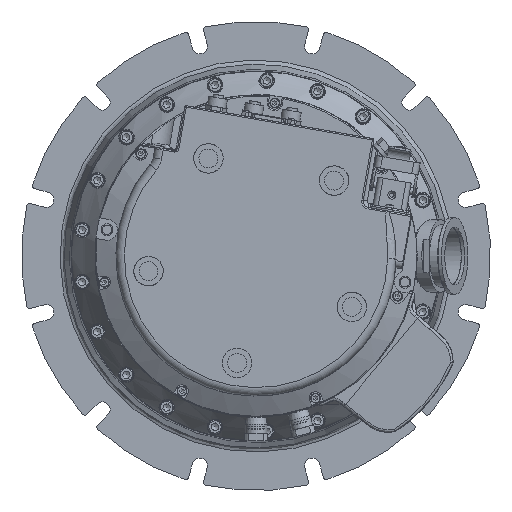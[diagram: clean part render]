
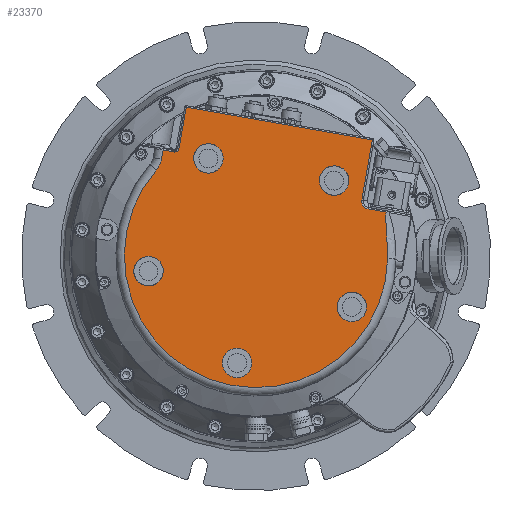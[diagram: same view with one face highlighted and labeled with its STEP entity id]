
A CAD part, front view. The second image highlights one B-rep face of the part: STEP entity #23370.
In plain terms, the highlighted planar face has unit normal (0, -1, 0).
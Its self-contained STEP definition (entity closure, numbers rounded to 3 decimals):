
#17949=CARTESIAN_POINT('',(83.145,-155.,82.82));
#17950=VERTEX_POINT('',#17949);
#17976=CARTESIAN_POINT('',(-49.804,-155.,106.263));
#17977=VERTEX_POINT('',#17976);
#17985=CARTESIAN_POINT('',(83.145,-155.,82.82));
#17986=DIRECTION('',(-0.985,0.,0.174));
#17987=VECTOR('',#17986,135.);
#17988=LINE('',#17985,#17987);
#17989=EDGE_CURVE('',#17950,#17977,#17988,.T.);
#18837=CARTESIAN_POINT('',(-66.368,-155.,75.674));
#18838=VERTEX_POINT('',#18837);
#18881=CARTESIAN_POINT('',(-67.531,-155.,69.077));
#18882=VERTEX_POINT('',#18881);
#18890=CARTESIAN_POINT('',(-66.368,-155.,75.674));
#18891=DIRECTION('',(-0.174,0.0,-0.985));
#18892=VECTOR('',#18891,6.699);
#18893=LINE('',#18890,#18892);
#18894=EDGE_CURVE('',#18838,#18882,#18893,.T.);
#18913=CARTESIAN_POINT('',(-71.173,-155.,61.403));
#18914=VERTEX_POINT('',#18913);
#18922=CARTESIAN_POINT('',(-83.288,-155.,71.855));
#18923=DIRECTION('',(0.,1.0,0.));
#18924=DIRECTION('',(-0.985,0.,0.174));
#18925=AXIS2_PLACEMENT_3D('',#18922,#18923,#18924);
#18926=CIRCLE('',#18925,16.0);
#18927=EDGE_CURVE('',#18882,#18914,#18926,.T.);
#18947=CARTESIAN_POINT('',(93.978,-155.,-2.033));
#18948=VERTEX_POINT('',#18947);
#18956=CARTESIAN_POINT('',(0.,-155.,0.));
#18957=DIRECTION('',(0.,-1.0,0.));
#18958=DIRECTION('',(-0.985,0.,0.174));
#18959=AXIS2_PLACEMENT_3D('',#18956,#18957,#18958);
#18960=CIRCLE('',#18959,94.);
#18961=EDGE_CURVE('',#18914,#18948,#18960,.T.);
#19024=CARTESIAN_POINT('',(92.924,-155.,31.34));
#19025=VERTEX_POINT('',#19024);
#19038=CARTESIAN_POINT('',(93.978,-155.,-2.033));
#19039=CARTESIAN_POINT('',(94.099,-155.,3.552));
#19040=CARTESIAN_POINT('',(93.753,-155.,9.128));
#19041=CARTESIAN_POINT('',(93.036,-155.,17.466));
#19042=CARTESIAN_POINT('',(92.762,-155.,20.244));
#19043=CARTESIAN_POINT('',(92.493,-155.,24.419));
#19044=CARTESIAN_POINT('',(92.427,-155.,25.815));
#19045=CARTESIAN_POINT('',(92.455,-155.,28.593));
#19046=CARTESIAN_POINT('',(92.503,-155.,29.98));
#19047=CARTESIAN_POINT('',(92.924,-155.,31.34));
#19048=B_SPLINE_CURVE_WITH_KNOTS('',3,(#19038,#19039,#19040,#19041,#19042,#19043,#19044,#19045,#19046,#19047),.UNSPECIFIED.,.F.,.U.,(4,2,2,2,4),(0.0,0.5,0.75,0.875,1.0),.UNSPECIFIED.);
#19049=EDGE_CURVE('',#18948,#19025,#19048,.T.);
#19116=CARTESIAN_POINT('',(-58.489,-155.,74.285));
#19117=VERTEX_POINT('',#19116);
#19118=CARTESIAN_POINT('',(-58.489,-155.,74.285));
#19119=DIRECTION('',(-0.985,0.0,0.174));
#19120=VECTOR('',#19119,8.);
#19121=LINE('',#19118,#19120);
#19122=EDGE_CURVE('',#19117,#18838,#19121,.T.);
#19139=CARTESIAN_POINT('',(-55.014,-155.,76.719));
#19140=VERTEX_POINT('',#19139);
#19158=CARTESIAN_POINT('',(-57.968,-155.,77.24));
#19159=DIRECTION('',(0.,1.,0.));
#19160=DIRECTION('',(-0.985,0.,0.174));
#19161=AXIS2_PLACEMENT_3D('',#19158,#19159,#19160);
#19162=CIRCLE('',#19161,3.0);
#19163=EDGE_CURVE('',#19140,#19117,#19162,.T.);
#19173=CARTESIAN_POINT('',(-49.804,-155.,106.263));
#19174=DIRECTION('',(-0.174,0.,-0.985));
#19175=VECTOR('',#19174,30.);
#19176=LINE('',#19173,#19175);
#19177=EDGE_CURVE('',#17977,#19140,#19176,.T.);
#19972=CARTESIAN_POINT('',(-87.086,-155.,-8.963));
#19973=VERTEX_POINT('',#19972);
#19974=CARTESIAN_POINT('',(-76.746,-155.,-10.786));
#19975=DIRECTION('',(0.,-1.0,0.));
#19976=DIRECTION('',(-0.985,0.,0.174));
#19977=AXIS2_PLACEMENT_3D('',#19974,#19975,#19976);
#19978=CIRCLE('',#19977,10.5);
#19979=EDGE_CURVE('',#19973,#19973,#19978,.T.);
#20012=CARTESIAN_POINT('',(-44.314,-155.,71.48));
#20013=VERTEX_POINT('',#20012);
#20014=CARTESIAN_POINT('',(-33.974,-155.,69.657));
#20015=DIRECTION('',(0.,-1.0,0.));
#20016=DIRECTION('',(-0.985,0.,0.174));
#20017=AXIS2_PLACEMENT_3D('',#20014,#20015,#20016);
#20018=CIRCLE('',#20017,10.5);
#20019=EDGE_CURVE('',#20013,#20013,#20018,.T.);
#20052=CARTESIAN_POINT('',(45.408,-155.,55.659));
#20053=VERTEX_POINT('',#20052);
#20054=CARTESIAN_POINT('',(55.749,-155.,53.836));
#20055=DIRECTION('',(0.,-1.0,0.));
#20056=DIRECTION('',(-0.985,0.,0.174));
#20057=AXIS2_PLACEMENT_3D('',#20054,#20055,#20056);
#20058=CIRCLE('',#20057,10.5);
#20059=EDGE_CURVE('',#20053,#20053,#20058,.T.);
#20092=CARTESIAN_POINT('',(58.088,-155.,-34.561));
#20093=VERTEX_POINT('',#20092);
#20094=CARTESIAN_POINT('',(68.428,-155.,-36.384));
#20095=DIRECTION('',(0.,-1.0,0.));
#20096=DIRECTION('',(-0.985,0.,0.174));
#20097=AXIS2_PLACEMENT_3D('',#20094,#20095,#20096);
#20098=CIRCLE('',#20097,10.5);
#20099=EDGE_CURVE('',#20093,#20093,#20098,.T.);
#20169=CARTESIAN_POINT('',(-23.798,-155.,-74.499));
#20170=VERTEX_POINT('',#20169);
#20171=CARTESIAN_POINT('',(-13.458,-155.,-76.323));
#20172=DIRECTION('',(0.,-1.0,0.));
#20173=DIRECTION('',(-0.985,0.,0.174));
#20174=AXIS2_PLACEMENT_3D('',#20171,#20172,#20173);
#20175=CIRCLE('',#20174,10.5);
#20176=EDGE_CURVE('',#20170,#20170,#20175,.T.);
#22109=CARTESIAN_POINT('',(75.591,-155.,39.981));
#22110=VERTEX_POINT('',#22109);
#22111=CARTESIAN_POINT('',(75.591,-155.,39.981));
#22112=DIRECTION('',(0.174,0.,0.985));
#22113=VECTOR('',#22112,43.5);
#22114=LINE('',#22111,#22113);
#22115=EDGE_CURVE('',#22110,#17950,#22114,.T.);
#22132=CARTESIAN_POINT('',(80.052,-155.,33.61));
#22133=VERTEX_POINT('',#22132);
#22151=CARTESIAN_POINT('',(81.007,-155.,39.026));
#22152=DIRECTION('',(0.,1.,0.));
#22153=DIRECTION('',(-0.985,0.,0.174));
#22154=AXIS2_PLACEMENT_3D('',#22151,#22152,#22153);
#22155=CIRCLE('',#22154,5.5);
#22156=EDGE_CURVE('',#22133,#22110,#22155,.T.);
#22166=CARTESIAN_POINT('',(92.924,-155.,31.34));
#22167=DIRECTION('',(-0.985,0.0,0.174));
#22168=VECTOR('',#22167,13.07);
#22169=LINE('',#22166,#22168);
#22170=EDGE_CURVE('',#19025,#22133,#22169,.T.);
#23337=CARTESIAN_POINT('',(-50.615,-155.,107.421));
#23338=DIRECTION('',(0.0,-1.0,0.0));
#23339=DIRECTION('',(0.0,0.0,-1.0));
#23340=AXIS2_PLACEMENT_3D('',#23337,#23338,#23339);
#23341=PLANE('',#23340);
#23342=ORIENTED_EDGE('',*,*,#22115,.T.);
#23343=ORIENTED_EDGE('',*,*,#17989,.T.);
#23344=ORIENTED_EDGE('',*,*,#19177,.T.);
#23345=ORIENTED_EDGE('',*,*,#19163,.T.);
#23346=ORIENTED_EDGE('',*,*,#19122,.T.);
#23347=ORIENTED_EDGE('',*,*,#18894,.T.);
#23348=ORIENTED_EDGE('',*,*,#18927,.T.);
#23349=ORIENTED_EDGE('',*,*,#18961,.T.);
#23350=ORIENTED_EDGE('',*,*,#19049,.T.);
#23351=ORIENTED_EDGE('',*,*,#22170,.T.);
#23352=ORIENTED_EDGE('',*,*,#22156,.T.);
#23353=EDGE_LOOP('',(#23342,#23343,#23344,#23345,#23346,#23347,#23348,#23349,#23350,#23351,#23352));
#23354=FACE_OUTER_BOUND('',#23353,.T.);
#23355=ORIENTED_EDGE('',*,*,#19979,.F.);
#23356=EDGE_LOOP('',(#23355));
#23357=FACE_BOUND('',#23356,.T.);
#23358=ORIENTED_EDGE('',*,*,#20019,.F.);
#23359=EDGE_LOOP('',(#23358));
#23360=FACE_BOUND('',#23359,.T.);
#23361=ORIENTED_EDGE('',*,*,#20059,.F.);
#23362=EDGE_LOOP('',(#23361));
#23363=FACE_BOUND('',#23362,.T.);
#23364=ORIENTED_EDGE('',*,*,#20099,.F.);
#23365=EDGE_LOOP('',(#23364));
#23366=FACE_BOUND('',#23365,.T.);
#23367=ORIENTED_EDGE('',*,*,#20176,.F.);
#23368=EDGE_LOOP('',(#23367));
#23369=FACE_BOUND('',#23368,.T.);
#23370=ADVANCED_FACE('',(#23354,#23357,#23360,#23363,#23366,#23369),#23341,.T.);
